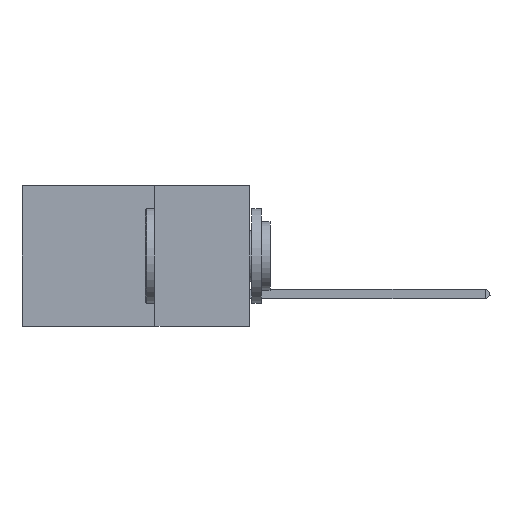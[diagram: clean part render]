
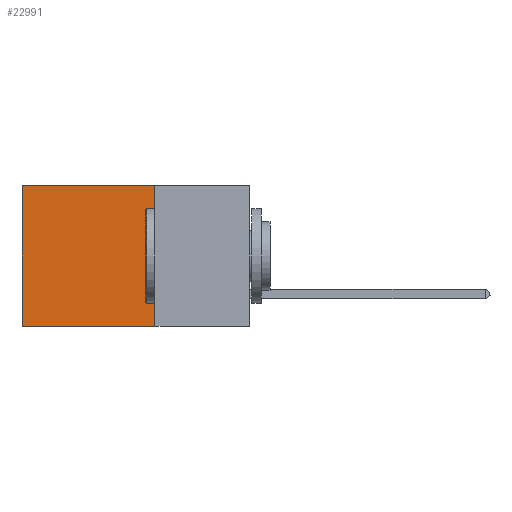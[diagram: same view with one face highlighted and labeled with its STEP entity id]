
A CAD part, left-side view. The second image highlights one B-rep face of the part: STEP entity #22991.
In plain terms, the highlighted planar face has unit normal (-1, 0, 0).
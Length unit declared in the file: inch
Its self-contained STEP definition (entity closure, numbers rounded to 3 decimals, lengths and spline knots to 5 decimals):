
#414 = LINE ( 'NONE', #7962, #12701 ) ;
#521 = DIRECTION ( 'NONE',  ( 0., 1., 0. ) ) ;
#2730 = LINE ( 'NONE', #18305, #5664 ) ;
#5588 = VECTOR ( 'NONE', #15022, 39.37008 ) ;
#5664 = VECTOR ( 'NONE', #12581, 39.37008 ) ;
#6713 = EDGE_CURVE ( 'NONE', #17806, #9068, #17910, .T. ) ;
#7012 = ORIENTED_EDGE ( 'NONE', *, *, #7999, .T. ) ;
#7098 = DIRECTION ( 'NONE',  ( 0., 0., -1. ) ) ;
#7491 = CARTESIAN_POINT ( 'NONE',  ( 0.2875, 0.25, 0. ) ) ;
#7592 = EDGE_CURVE ( 'NONE', #13043, #8298, #15013, .T. ) ;
#7708 = DIRECTION ( 'NONE',  ( 0., 0., -1. ) ) ;
#7962 = CARTESIAN_POINT ( 'NONE',  ( 0.2875, 0.25, -0.37 ) ) ;
#7999 = EDGE_CURVE ( 'NONE', #13043, #17806, #2730, .T. ) ;
#8298 = VERTEX_POINT ( 'NONE', #18384 ) ;
#8490 = CARTESIAN_POINT ( 'NONE',  ( 0.2875, 0.6, 0. ) ) ;
#9068 = VERTEX_POINT ( 'NONE', #16945 ) ;
#9199 = ORIENTED_EDGE ( 'NONE', *, *, #6713, .T. ) ;
#10048 = VECTOR ( 'NONE', #7098, 39.37008 ) ;
#10734 = EDGE_LOOP ( 'NONE', ( #9199, #16484, #23325, #7012 ) ) ;
#12581 = DIRECTION ( 'NONE',  ( 0., 1., 0. ) ) ;
#12701 = VECTOR ( 'NONE', #521, 39.37008 ) ;
#13043 = VERTEX_POINT ( 'NONE', #7491 ) ;
#13077 = EDGE_CURVE ( 'NONE', #8298, #9068, #414, .T. ) ;
#13403 = DIRECTION ( 'NONE',  ( 1., 0., 0. ) ) ;
#15013 = LINE ( 'NONE', #18981, #10048 ) ;
#15022 = DIRECTION ( 'NONE',  ( 0., 0., -1. ) ) ;
#16484 = ORIENTED_EDGE ( 'NONE', *, *, #13077, .F. ) ;
#16945 = CARTESIAN_POINT ( 'NONE',  ( 0.2875, 0.6, -0.37 ) ) ;
#17806 = VERTEX_POINT ( 'NONE', #8490 ) ;
#17910 = LINE ( 'NONE', #22432, #5588 ) ;
#18305 = CARTESIAN_POINT ( 'NONE',  ( 0.2875, 0.25, 0. ) ) ;
#18384 = CARTESIAN_POINT ( 'NONE',  ( 0.2875, 0.25, -0.37 ) ) ;
#18981 = CARTESIAN_POINT ( 'NONE',  ( 0.2875, 0.25, 0. ) ) ;
#19036 = CARTESIAN_POINT ( 'NONE',  ( 0.2875, 0.25, 0. ) ) ;
#20693 = PLANE ( 'NONE',  #22491 ) ;
#22432 = CARTESIAN_POINT ( 'NONE',  ( 0.2875, 0.6, 0. ) ) ;
#22491 = AXIS2_PLACEMENT_3D ( 'NONE', #19036, #13403, #7708 ) ;
#22991 = ADVANCED_FACE ( 'NONE', ( #24218 ), #20693, .F. ) ;
#23325 = ORIENTED_EDGE ( 'NONE', *, *, #7592, .F. ) ;
#24218 = FACE_OUTER_BOUND ( 'NONE', #10734, .T. ) ;
